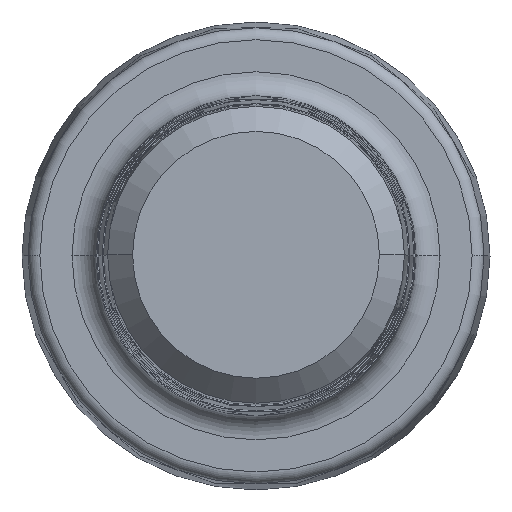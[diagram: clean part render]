
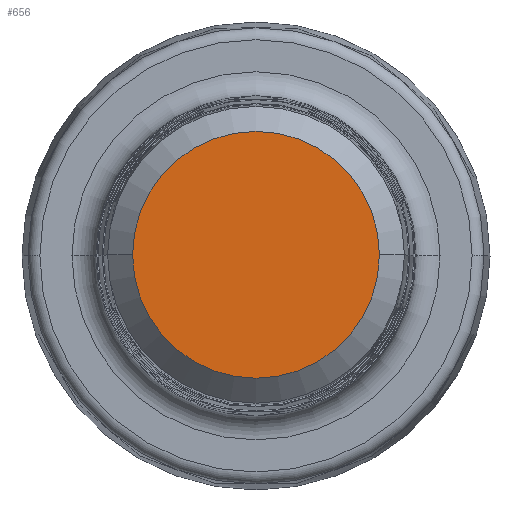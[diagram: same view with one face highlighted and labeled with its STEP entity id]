
A CAD part, top view. The second image highlights one B-rep face of the part: STEP entity #656.
In plain terms, the highlighted planar face has unit normal (0, 0, 1).
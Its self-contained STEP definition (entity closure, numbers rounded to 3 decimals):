
#144 = VERTEX_POINT ( 'NONE', #880 ) ;
#172 = DIRECTION ( 'NONE',  ( 1., 0., 0. ) ) ;
#276 = FACE_OUTER_BOUND ( 'NONE', #1315, .T. ) ;
#293 = CIRCLE ( 'NONE', #1140, 2.579 ) ;
#404 = DIRECTION ( 'NONE',  ( 0., 0., 1. ) ) ;
#491 = CARTESIAN_POINT ( 'NONE',  ( 0., 0., 14.2 ) ) ;
#519 = PLANE ( 'NONE',  #812 ) ;
#541 = EDGE_CURVE ( 'NONE', #589, #144, #1251, .T. ) ;
#575 = ORIENTED_EDGE ( 'NONE', *, *, #624, .T. ) ;
#589 = VERTEX_POINT ( 'NONE', #622 ) ;
#616 = DIRECTION ( 'NONE',  ( 1., 0., 0. ) ) ;
#622 = CARTESIAN_POINT ( 'NONE',  ( 2.579, 0., 14.2 ) ) ;
#624 = EDGE_CURVE ( 'NONE', #144, #589, #293, .T. ) ;
#656 = ADVANCED_FACE ( 'NONE', ( #276 ), #519, .T. ) ;
#812 = AXIS2_PLACEMENT_3D ( 'NONE', #989, #879, #172 ) ;
#879 = DIRECTION ( 'NONE',  ( 0., 0., 1. ) ) ;
#880 = CARTESIAN_POINT ( 'NONE',  ( -2.579, 0., 14.2 ) ) ;
#931 = AXIS2_PLACEMENT_3D ( 'NONE', #491, #1306, #616 ) ;
#989 = CARTESIAN_POINT ( 'NONE',  ( 0., 0., 14.2 ) ) ;
#1101 = CARTESIAN_POINT ( 'NONE',  ( 0., 0., 14.2 ) ) ;
#1106 = ORIENTED_EDGE ( 'NONE', *, *, #541, .T. ) ;
#1140 = AXIS2_PLACEMENT_3D ( 'NONE', #1101, #404, #1216 ) ;
#1216 = DIRECTION ( 'NONE',  ( 1., 0., 0. ) ) ;
#1251 = CIRCLE ( 'NONE', #931, 2.579 ) ;
#1306 = DIRECTION ( 'NONE',  ( 0., 0., 1. ) ) ;
#1315 = EDGE_LOOP ( 'NONE', ( #575, #1106 ) ) ;
